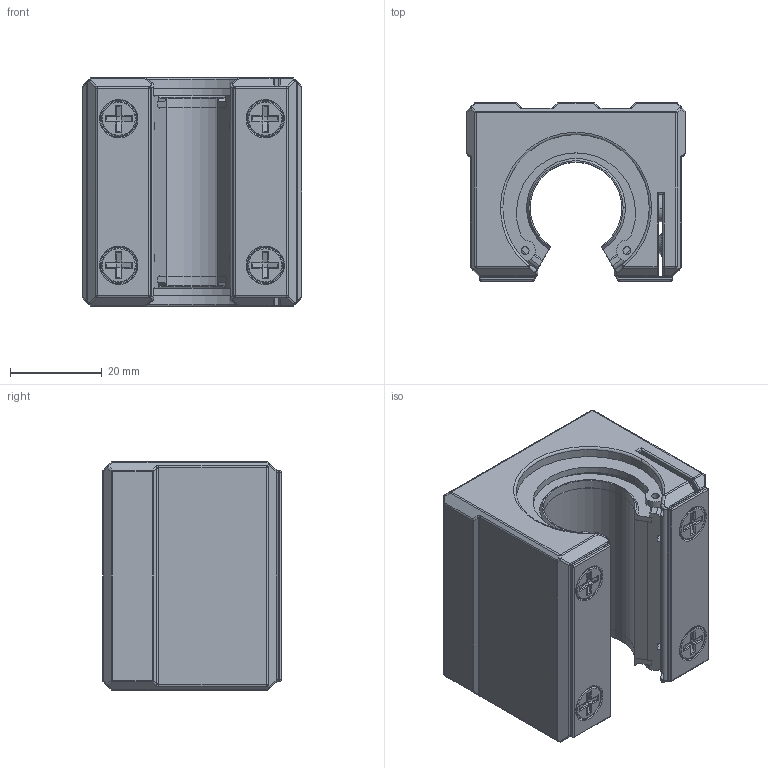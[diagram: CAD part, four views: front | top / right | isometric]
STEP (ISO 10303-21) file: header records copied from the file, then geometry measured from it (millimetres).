
FILE_DESCRIPTION (( 'STEP AP214' ), '1' );
FILE_NAME ('SBR20UU.STEP', '2023-11-20T04:16:25', ( 'KirikDK' ), ( '' ), 'SwSTEP 2.0', 'SolidWorks 2023', '' );
FILE_SCHEMA (( 'AUTOMOTIVE_DESIGN' ));
Length unit declared in the file: millimetre
Products named in the file (7): Стопорный винт М5х5; Корпус SBR20UU; Стопорный винт М4х6; Подшипник LM20UUOP; Стопорный винт М6х6; Стопорное кольцо; SBR20UU
Assembly tree (7 placements, depth 2):
  SBR20UU
    Корпус SBR20UU
    Подшипник LM20UUOP
    Стопорный винт М4х6
    Стопорный винт М6х6
    Стопорное кольцо  x2
    Стопорный винт М5х5
Bounding box: 48 x 39 x 50 mm (x, y, z)
Volume: 62072.3 mm3; surface area: 34814 mm2
Topology: 12 solids, 12 shells, 732 faces, 1727 edges, 1004 vertices
Faces by surface type: cylinder 350, plane 176, torus 84, sphere 68, cone 34, bspline 20
Entity records: 20819 total; most frequent: CARTESIAN_POINT 4531, DIRECTION 3544, ORIENTED_EDGE 3300, EDGE_CURVE 1650, AXIS2_PLACEMENT_3D 1395, VERTEX_POINT 974, LINE 754, VECTOR 754
